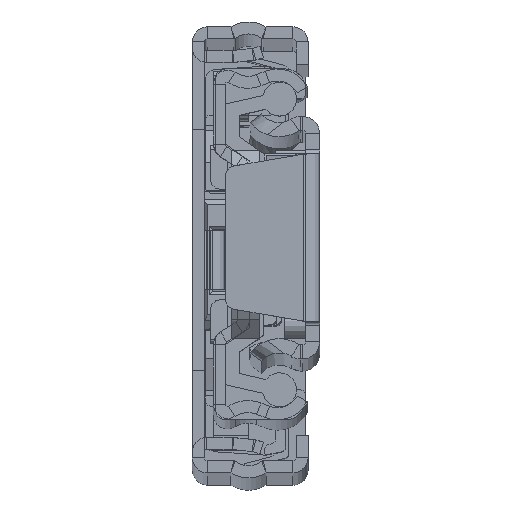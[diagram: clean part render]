
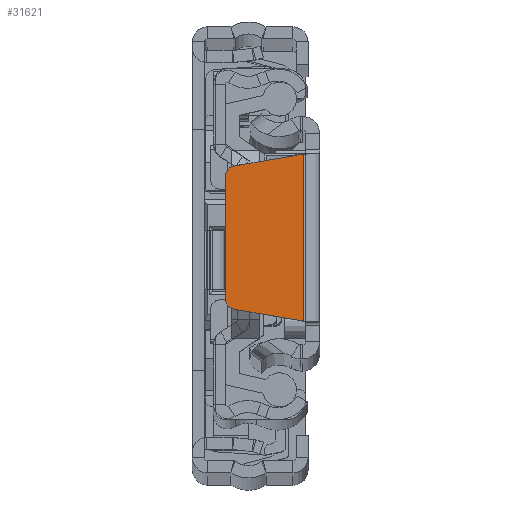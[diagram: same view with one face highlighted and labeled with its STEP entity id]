
A CAD part, top view. The second image highlights one B-rep face of the part: STEP entity #31621.
In plain terms, the highlighted planar face has unit normal (0, 0, 1).
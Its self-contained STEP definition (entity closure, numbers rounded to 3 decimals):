
#221 = CARTESIAN_POINT ( 'NONE',  ( -8.568, 7.142, 0. ) ) ;
#456 = ORIENTED_EDGE ( 'NONE', *, *, #29452, .F. ) ;
#651 = DIRECTION ( 'NONE',  ( -1., 0., 0. ) ) ;
#982 = PLANE ( 'NONE',  #8784 ) ;
#2645 = LINE ( 'NONE', #21276, #9801 ) ;
#3652 = EDGE_CURVE ( 'NONE', #22417, #11107, #6996, .T. ) ;
#5182 = EDGE_CURVE ( 'NONE', #29386, #17301, #25986, .T. ) ;
#6996 = CIRCLE ( 'NONE', #25192, 1. ) ;
#7155 = CARTESIAN_POINT ( 'NONE',  ( -8.568, -7.142, 0. ) ) ;
#7460 = EDGE_LOOP ( 'NONE', ( #17949, #24125, #456, #10296, #33851, #8674 ) ) ;
#8415 = FACE_OUTER_BOUND ( 'NONE', #7460, .T. ) ;
#8674 = ORIENTED_EDGE ( 'NONE', *, *, #28161, .F. ) ;
#8784 = AXIS2_PLACEMENT_3D ( 'NONE', #13945, #19117, #651 ) ;
#8807 = VECTOR ( 'NONE', #13826, 1000. ) ;
#9300 = AXIS2_PLACEMENT_3D ( 'NONE', #21114, #29227, #31657 ) ;
#9348 = CARTESIAN_POINT ( 'NONE',  ( -9.4, 6.156, 0. ) ) ;
#9801 = VECTOR ( 'NONE', #23683, 1000. ) ;
#10296 = ORIENTED_EDGE ( 'NONE', *, *, #30050, .F. ) ;
#11107 = VERTEX_POINT ( 'NONE', #25992 ) ;
#12690 = VECTOR ( 'NONE', #33586, 1000. ) ;
#13826 = DIRECTION ( 'NONE',  ( 0., -1., 0. ) ) ;
#13945 = CARTESIAN_POINT ( 'NONE',  ( -8.4, 6.156, 0. ) ) ;
#14083 = CARTESIAN_POINT ( 'NONE',  ( -1.6, 8.333, 0. ) ) ;
#16240 = CARTESIAN_POINT ( 'NONE',  ( -1.6, -8.333, 0. ) ) ;
#17301 = VERTEX_POINT ( 'NONE', #14083 ) ;
#17622 = VECTOR ( 'NONE', #20175, 1000. ) ;
#17949 = ORIENTED_EDGE ( 'NONE', *, *, #32068, .F. ) ;
#19117 = DIRECTION ( 'NONE',  ( 0., 0., -1. ) ) ;
#20175 = DIRECTION ( 'NONE',  ( 0., 1., 0. ) ) ;
#20993 = DIRECTION ( 'NONE',  ( 0., 0., -1. ) ) ;
#21114 = CARTESIAN_POINT ( 'NONE',  ( -8.4, 6.156, 0. ) ) ;
#21207 = VERTEX_POINT ( 'NONE', #9348 ) ;
#21276 = CARTESIAN_POINT ( 'NONE',  ( -8.568, -7.142, 0. ) ) ;
#21684 = CARTESIAN_POINT ( 'NONE',  ( -8.4, -6.156, 0. ) ) ;
#22276 = LINE ( 'NONE', #32811, #17622 ) ;
#22417 = VERTEX_POINT ( 'NONE', #7155 ) ;
#23683 = DIRECTION ( 'NONE',  ( -0.986, 0.168, 0. ) ) ;
#24125 = ORIENTED_EDGE ( 'NONE', *, *, #5182, .F. ) ;
#24742 = CARTESIAN_POINT ( 'NONE',  ( -1.6, -8.333, 0. ) ) ;
#25192 = AXIS2_PLACEMENT_3D ( 'NONE', #21684, #20993, #32218 ) ;
#25552 = VERTEX_POINT ( 'NONE', #24742 ) ;
#25986 = LINE ( 'NONE', #31338, #12690 ) ;
#25992 = CARTESIAN_POINT ( 'NONE',  ( -9.4, -6.156, 0. ) ) ;
#28161 = EDGE_CURVE ( 'NONE', #25552, #22417, #2645, .T. ) ;
#29227 = DIRECTION ( 'NONE',  ( 0., 0., -1. ) ) ;
#29386 = VERTEX_POINT ( 'NONE', #221 ) ;
#29387 = LINE ( 'NONE', #16240, #8807 ) ;
#29452 = EDGE_CURVE ( 'NONE', #21207, #29386, #32493, .T. ) ;
#30050 = EDGE_CURVE ( 'NONE', #11107, #21207, #22276, .T. ) ;
#31338 = CARTESIAN_POINT ( 'NONE',  ( -1.5, 8.35, 0. ) ) ;
#31621 = ADVANCED_FACE ( 'NONE', ( #8415 ), #982, .F. ) ;
#31657 = DIRECTION ( 'NONE',  ( -1., 0., 0. ) ) ;
#32068 = EDGE_CURVE ( 'NONE', #17301, #25552, #29387, .T. ) ;
#32218 = DIRECTION ( 'NONE',  ( -1., 0., 0. ) ) ;
#32493 = CIRCLE ( 'NONE', #9300, 1. ) ;
#32811 = CARTESIAN_POINT ( 'NONE',  ( -9.4, 6.156, 0. ) ) ;
#33586 = DIRECTION ( 'NONE',  ( 0.986, 0.168, 0. ) ) ;
#33851 = ORIENTED_EDGE ( 'NONE', *, *, #3652, .F. ) ;
